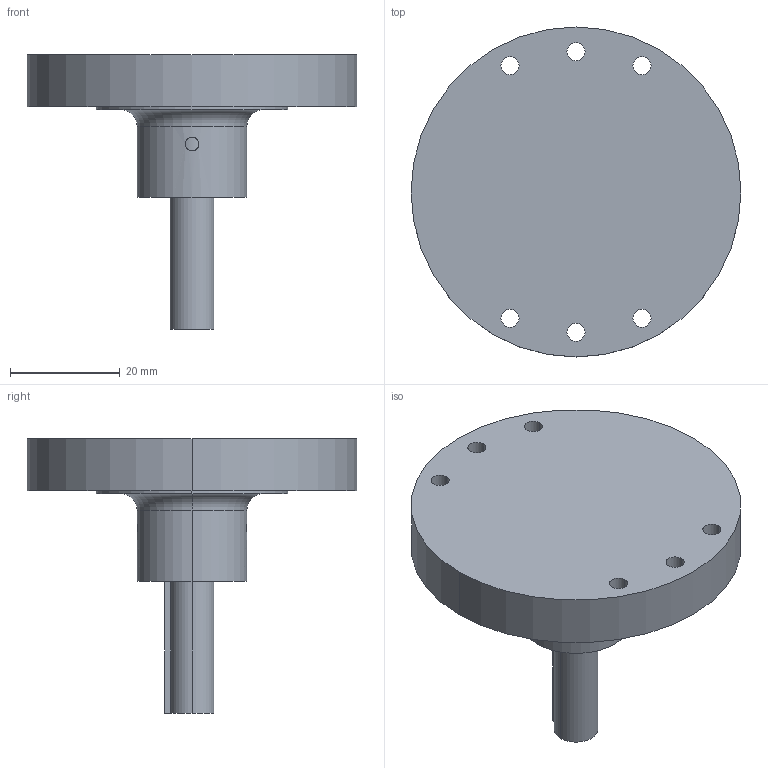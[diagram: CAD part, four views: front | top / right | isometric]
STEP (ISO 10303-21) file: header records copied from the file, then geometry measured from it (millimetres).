
FILE_DESCRIPTION (( 'STEP AP203' ), '1' );
FILE_NAME ('J3 Spindle.STEP', '2020-09-09T01:35:08', ( '' ), ( '' ), 'SwSTEP 2.0', 'SolidWorks 2019', '' );
FILE_SCHEMA (( 'CONFIG_CONTROL_DESIGN' ));
Length unit declared in the file: millimetre
Products named in the file (1): J3 Spindle
Bounding box: 60 x 60 x 50 mm (x, y, z)
Volume: 28391.6 mm3; surface area: 10822.4 mm2
Topology: 1 solids, 1 shells, 69 faces, 169 edges, 112 vertices
Faces by surface type: cylinder 51, plane 16, torus 2
Entity records: 2298 total; most frequent: CARTESIAN_POINT 481, DIRECTION 397, ORIENTED_EDGE 338, EDGE_CURVE 169, AXIS2_PLACEMENT_3D 166, VERTEX_POINT 112, CIRCLE 96, EDGE_LOOP 91
